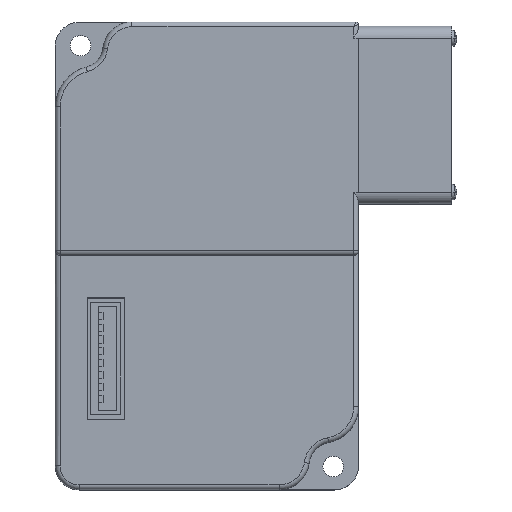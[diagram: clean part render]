
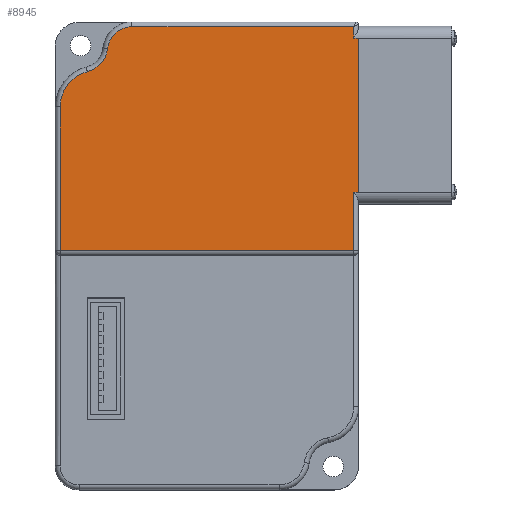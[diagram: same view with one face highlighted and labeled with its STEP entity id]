
A CAD part, top view. The second image highlights one B-rep face of the part: STEP entity #8945.
In plain terms, the highlighted planar face has unit normal (0, 0, 1).
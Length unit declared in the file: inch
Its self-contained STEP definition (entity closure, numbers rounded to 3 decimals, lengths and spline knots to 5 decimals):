
#62 = EDGE_CURVE ( 'NONE', #1496, #3724, #1463, .T. ) ;
#80 = CARTESIAN_POINT ( 'NONE',  ( 0.6178, 0., 0.40945 ) ) ;
#282 = CARTESIAN_POINT ( 'NONE',  ( 0.6178, 0.91649, 0.40945 ) ) ;
#284 = VERTEX_POINT ( 'NONE', #2125 ) ;
#376 = LINE ( 'NONE', #7506, #2815 ) ;
#439 = CARTESIAN_POINT ( 'NONE',  ( 0.6378, 0.26816, 0.40945 ) ) ;
#522 = LINE ( 'NONE', #3714, #3572 ) ;
#868 = EDGE_CURVE ( 'NONE', #8980, #1496, #376, .T. ) ;
#1463 = CIRCLE ( 'NONE', #7350, 0.10259 ) ;
#1496 = VERTEX_POINT ( 'NONE', #4233 ) ;
#1514 = CARTESIAN_POINT ( 'NONE',  ( -0.31574, 0.86166, 0.40945 ) ) ;
#1541 = DIRECTION ( 'NONE',  ( 0., 0., -1. ) ) ;
#1690 = DIRECTION ( 'NONE',  ( 0., 1., 0. ) ) ;
#1725 = VERTEX_POINT ( 'NONE', #439 ) ;
#1743 = ORIENTED_EDGE ( 'NONE', *, *, #868, .T. ) ;
#2029 = DIRECTION ( 'NONE',  ( -1., 0., 0. ) ) ;
#2045 = EDGE_CURVE ( 'NONE', #3724, #8396, #4434, .T. ) ;
#2125 = CARTESIAN_POINT ( 'NONE',  ( 0.6178, 0.26816, 0.40945 ) ) ;
#2350 = ORIENTED_EDGE ( 'NONE', *, *, #3088, .T. ) ;
#2499 = LINE ( 'NONE', #8142, #4555 ) ;
#2718 = EDGE_CURVE ( 'NONE', #6562, #8572, #8459, .T. ) ;
#2815 = VECTOR ( 'NONE', #2029, 39.37008 ) ;
#3029 = DIRECTION ( 'NONE',  ( -1., 0., 0. ) ) ;
#3088 = EDGE_CURVE ( 'NONE', #8388, #8980, #8276, .T. ) ;
#3184 = CARTESIAN_POINT ( 'NONE',  ( 0.6278, 0.91649, 0.40945 ) ) ;
#3200 = VERTEX_POINT ( 'NONE', #7358 ) ;
#3252 = VECTOR ( 'NONE', #4049, 39.37008 ) ;
#3281 = DIRECTION ( 'NONE',  ( 1., 0., 0. ) ) ;
#3353 = EDGE_CURVE ( 'NONE', #8963, #8388, #4096, .T. ) ;
#3384 = CARTESIAN_POINT ( 'NONE',  ( -0.41769, 0.87308, 0.40945 ) ) ;
#3388 = ORIENTED_EDGE ( 'NONE', *, *, #6939, .T. ) ;
#3572 = VECTOR ( 'NONE', #10117, 39.37008 ) ;
#3686 = CARTESIAN_POINT ( 'NONE',  ( 0.6178, 0., 0.40945 ) ) ;
#3714 = CARTESIAN_POINT ( 'NONE',  ( -0.6178, 0., 0.40945 ) ) ;
#3724 = VERTEX_POINT ( 'NONE', #3384 ) ;
#3766 = VECTOR ( 'NONE', #5357, 39.37008 ) ;
#3808 = PLANE ( 'NONE',  #5433 ) ;
#3887 = LINE ( 'NONE', #7988, #6028 ) ;
#3905 = CIRCLE ( 'NONE', #5423, 0.15292 ) ;
#3996 = CARTESIAN_POINT ( 'NONE',  ( -0.46487, 0.62682, 0.40945 ) ) ;
#4049 = DIRECTION ( 'NONE',  ( -1., 0., 0. ) ) ;
#4096 = LINE ( 'NONE', #3184, #3252 ) ;
#4233 = CARTESIAN_POINT ( 'NONE',  ( -0.31574, 0.96425, 0.40945 ) ) ;
#4362 = ORIENTED_EDGE ( 'NONE', *, *, #8964, .T. ) ;
#4434 = CIRCLE ( 'NONE', #10277, 0.11452 ) ;
#4451 = VECTOR ( 'NONE', #1690, 39.37008 ) ;
#4534 = DIRECTION ( 'NONE',  ( 0., 1., 0. ) ) ;
#4555 = VECTOR ( 'NONE', #7893, 39.37008 ) ;
#4654 = DIRECTION ( 'NONE',  ( -1., 0., 0. ) ) ;
#4827 = DIRECTION ( 'NONE',  ( -1., 0., 0. ) ) ;
#5348 = CARTESIAN_POINT ( 'NONE',  ( 0.6178, 0.96425, 0.40945 ) ) ;
#5357 = DIRECTION ( 'NONE',  ( 1., 0., 0. ) ) ;
#5398 = ORIENTED_EDGE ( 'NONE', *, *, #3353, .T. ) ;
#5423 = AXIS2_PLACEMENT_3D ( 'NONE', #3996, #5429, #3029 ) ;
#5429 = DIRECTION ( 'NONE',  ( 0., 0., 1. ) ) ;
#5433 = AXIS2_PLACEMENT_3D ( 'NONE', #9394, #1541, #4654 ) ;
#5480 = CARTESIAN_POINT ( 'NONE',  ( 0.6178, 0.02236, 0.40945 ) ) ;
#5498 = ORIENTED_EDGE ( 'NONE', *, *, #62, .T. ) ;
#5699 = ORIENTED_EDGE ( 'NONE', *, *, #2045, .T. ) ;
#5881 = ORIENTED_EDGE ( 'NONE', *, *, #2718, .T. ) ;
#6013 = DIRECTION ( 'NONE',  ( -1., 0., 0. ) ) ;
#6028 = VECTOR ( 'NONE', #3281, 39.37008 ) ;
#6101 = ORIENTED_EDGE ( 'NONE', *, *, #9499, .T. ) ;
#6425 = ORIENTED_EDGE ( 'NONE', *, *, #9576, .T. ) ;
#6562 = VERTEX_POINT ( 'NONE', #6715 ) ;
#6715 = CARTESIAN_POINT ( 'NONE',  ( -0.6178, 0.02236, 0.40945 ) ) ;
#6939 = EDGE_CURVE ( 'NONE', #284, #1725, #3887, .T. ) ;
#7036 = CARTESIAN_POINT ( 'NONE',  ( 0., 0.02236, 0.40945 ) ) ;
#7274 = ORIENTED_EDGE ( 'NONE', *, *, #8604, .F. ) ;
#7350 = AXIS2_PLACEMENT_3D ( 'NONE', #1514, #8829, #4827 ) ;
#7358 = CARTESIAN_POINT ( 'NONE',  ( -0.6178, 0.62682, 0.40945 ) ) ;
#7506 = CARTESIAN_POINT ( 'NONE',  ( 0., 0.96425, 0.40945 ) ) ;
#7644 = CARTESIAN_POINT ( 'NONE',  ( -0.5315, 0.88583, 0.40945 ) ) ;
#7716 = FACE_OUTER_BOUND ( 'NONE', #9648, .T. ) ;
#7893 = DIRECTION ( 'NONE',  ( 0., -1., 0. ) ) ;
#7925 = VECTOR ( 'NONE', #4534, 39.37008 ) ;
#7988 = CARTESIAN_POINT ( 'NONE',  ( 0.6278, 0.26816, 0.40945 ) ) ;
#8142 = CARTESIAN_POINT ( 'NONE',  ( 0.6378, 0., 0.40945 ) ) ;
#8224 = LINE ( 'NONE', #3686, #7925 ) ;
#8276 = LINE ( 'NONE', #80, #4451 ) ;
#8376 = DIRECTION ( 'NONE',  ( 0., 0., -1. ) ) ;
#8388 = VERTEX_POINT ( 'NONE', #282 ) ;
#8396 = VERTEX_POINT ( 'NONE', #9110 ) ;
#8459 = LINE ( 'NONE', #7036, #3766 ) ;
#8572 = VERTEX_POINT ( 'NONE', #5480 ) ;
#8604 = EDGE_CURVE ( 'NONE', #8963, #1725, #2499, .T. ) ;
#8829 = DIRECTION ( 'NONE',  ( 0., 0., 1. ) ) ;
#8945 = ADVANCED_FACE ( 'NONE', ( #7716 ), #3808, .F. ) ;
#8963 = VERTEX_POINT ( 'NONE', #10303 ) ;
#8964 = EDGE_CURVE ( 'NONE', #3200, #6562, #522, .T. ) ;
#8980 = VERTEX_POINT ( 'NONE', #5348 ) ;
#9110 = CARTESIAN_POINT ( 'NONE',  ( -0.50297, 0.77492, 0.40945 ) ) ;
#9394 = CARTESIAN_POINT ( 'NONE',  ( 0., 0., 0.40945 ) ) ;
#9499 = EDGE_CURVE ( 'NONE', #8572, #284, #8224, .T. ) ;
#9576 = EDGE_CURVE ( 'NONE', #8396, #3200, #3905, .T. ) ;
#9648 = EDGE_LOOP ( 'NONE', ( #7274, #5398, #2350, #1743, #5498, #5699, #6425, #4362, #5881, #6101, #3388 ) ) ;
#10117 = DIRECTION ( 'NONE',  ( 0., -1., 0. ) ) ;
#10277 = AXIS2_PLACEMENT_3D ( 'NONE', #7644, #8376, #6013 ) ;
#10303 = CARTESIAN_POINT ( 'NONE',  ( 0.6378, 0.91649, 0.40945 ) ) ;
